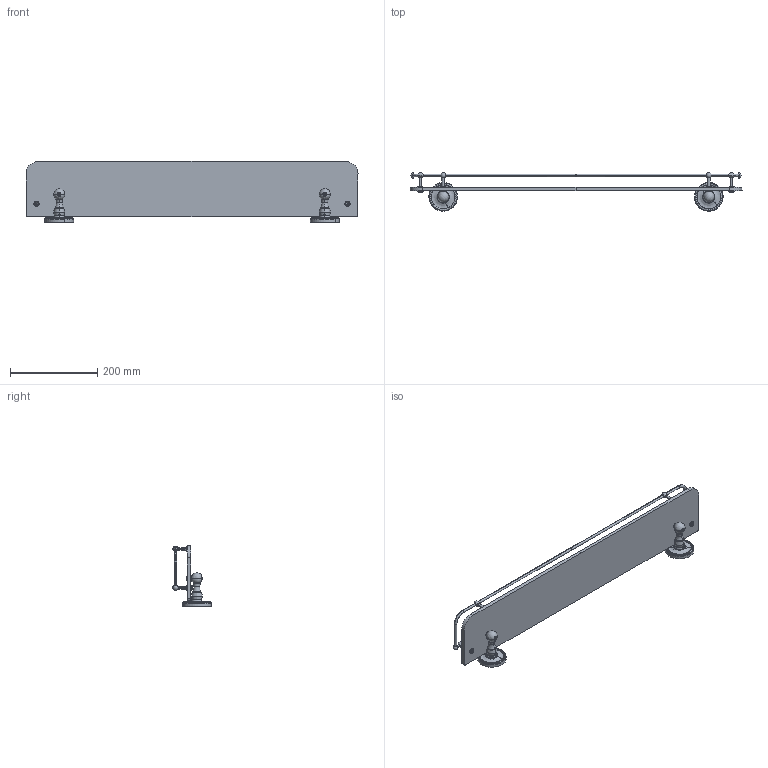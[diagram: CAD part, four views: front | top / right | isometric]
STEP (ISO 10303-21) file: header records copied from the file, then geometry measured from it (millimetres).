
FILE_DESCRIPTION((''),'2;1');
FILE_NAME('1535T-24_ASM','2011-01-18T',('project'),(''),'PRO/ENGINEER BY PARAMETRIC TECHNOLOGY CORPORATION, 2009300','PRO/ENGINEER BY PARAMETRIC TECHNOLOGY CORPORATION, 2009300','');
FILE_SCHEMA(('CONFIG_CONTROL_DESIGN'));
Length unit declared in the file: inch
Products named in the file (3): 1135T-24; 1500C; 1535T-24_ASM
Assembly tree (3 placements, depth 2):
  1535T-24_ASM
    1135T-24
    1500C  x2
Bounding box: 762.01 x 87.82 x 140.37 mm (x, y, z)
Volume: 31199.5 mm3; surface area: 271403 mm2
Topology: 36 solids, 50 shells, 1252 faces, 3214 edges, 1896 vertices
Faces by surface type: cone 580, cylinder 206, bspline 166, plane 122, sphere 118, torus 54, revolution 6
Entity records: 36283 total; most frequent: CARTESIAN_POINT 11273, DIRECTION 5400, ORIENTED_EDGE 5159, EDGE_CURVE 2598, AXIS2_PLACEMENT_3D 2395, VERTEX_POINT 1598, CIRCLE 1374, EDGE_LOOP 1172
